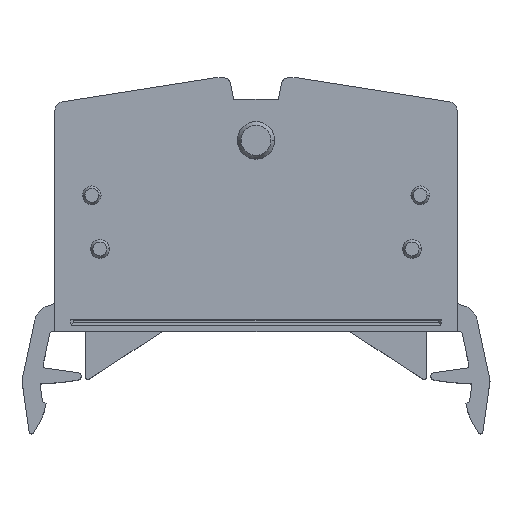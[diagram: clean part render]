
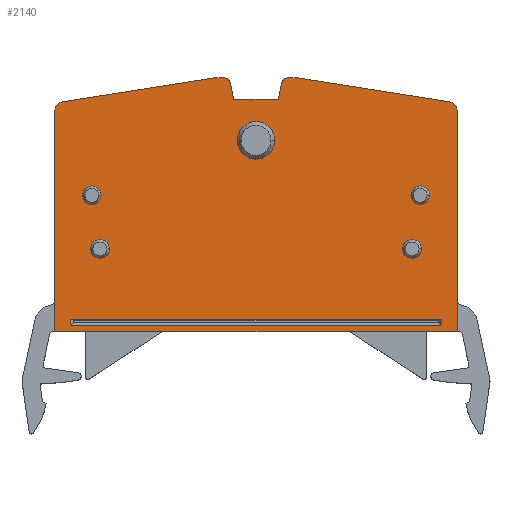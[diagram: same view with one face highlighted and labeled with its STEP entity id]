
A CAD part, top view. The second image highlights one B-rep face of the part: STEP entity #2140.
In plain terms, the highlighted planar face has unit normal (0, 0, 1).
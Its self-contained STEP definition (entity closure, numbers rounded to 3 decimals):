
#57=CARTESIAN_POINT('',(-13.15,10.9,6.));
#58=DIRECTION('',(0.,0.,1.));
#59=DIRECTION('',(1.,0.,0.));
#60=AXIS2_PLACEMENT_3D('',#57,#58,#59);
#62=CARTESIAN_POINT('',(-13.15,10.9,6.));
#63=DIRECTION('',(0.,0.,1.));
#64=DIRECTION('',(-1.,0.,0.));
#65=AXIS2_PLACEMENT_3D('',#62,#63,#64);
#67=CARTESIAN_POINT('',(13.15,10.9,6.));
#68=DIRECTION('',(0.,0.,1.));
#69=DIRECTION('',(1.,0.,0.));
#70=AXIS2_PLACEMENT_3D('',#67,#68,#69);
#72=CARTESIAN_POINT('',(13.15,10.9,6.));
#73=DIRECTION('',(0.,0.,1.));
#74=DIRECTION('',(-1.,0.,0.));
#75=AXIS2_PLACEMENT_3D('',#72,#73,#74);
#77=CARTESIAN_POINT('',(12.5,6.6,6.));
#78=DIRECTION('',(0.,0.,1.));
#79=DIRECTION('',(1.,0.,0.));
#80=AXIS2_PLACEMENT_3D('',#77,#78,#79);
#82=CARTESIAN_POINT('',(12.5,6.6,6.));
#83=DIRECTION('',(0.,0.,1.));
#84=DIRECTION('',(-1.,0.,0.));
#85=AXIS2_PLACEMENT_3D('',#82,#83,#84);
#87=CARTESIAN_POINT('',(-12.5,6.6,6.));
#88=DIRECTION('',(0.,0.,1.));
#89=DIRECTION('',(1.,0.,0.));
#90=AXIS2_PLACEMENT_3D('',#87,#88,#89);
#92=CARTESIAN_POINT('',(-12.5,6.6,6.));
#93=DIRECTION('',(0.,0.,1.));
#94=DIRECTION('',(-1.,0.,0.));
#95=AXIS2_PLACEMENT_3D('',#92,#93,#94);
#97=CARTESIAN_POINT('',(0.,15.3,6.));
#98=DIRECTION('',(0.,0.,1.));
#99=DIRECTION('',(1.,0.,0.));
#100=AXIS2_PLACEMENT_3D('',#97,#98,#99);
#102=CARTESIAN_POINT('',(0.,15.3,6.));
#103=DIRECTION('',(0.,0.,1.));
#104=DIRECTION('',(-1.,0.,0.));
#105=AXIS2_PLACEMENT_3D('',#102,#103,#104);
#107=DIRECTION('',(0.259,0.966,0.));
#108=VECTOR('',#107,0.434);
#109=CARTESIAN_POINT('',(14.779,0.5,6.));
#110=LINE('',#109,#108);
#111=DIRECTION('',(-1.,0.,0.));
#112=VECTOR('',#111,29.782);
#113=CARTESIAN_POINT('',(14.891,0.919,6.));
#114=LINE('',#113,#112);
#115=DIRECTION('',(0.259,-0.966,0.));
#116=VECTOR('',#115,0.434);
#117=CARTESIAN_POINT('',(-14.891,0.919,6.));
#118=LINE('',#117,#116);
#119=DIRECTION('',(1.,0.,0.));
#120=VECTOR('',#119,29.557);
#121=CARTESIAN_POINT('',(-14.779,0.5,6.));
#122=LINE('',#121,#120);
#123=CARTESIAN_POINT('',(-15.4,17.701,6.));
#124=DIRECTION('',(0.,0.,-1.));
#125=DIRECTION('',(-1.,0.,0.));
#126=AXIS2_PLACEMENT_3D('',#123,#124,#125);
#128=DIRECTION('',(0.988,0.155,0.));
#129=VECTOR('',#128,12.283);
#130=CARTESIAN_POINT('',(-15.509,18.393,6.));
#131=LINE('',#130,#129);
#132=CARTESIAN_POINT('',(-2.55,19.8,6.));
#133=DIRECTION('',(0.,0.,-1.));
#134=DIRECTION('',(0.,1.,0.));
#135=AXIS2_PLACEMENT_3D('',#132,#133,#134);
#137=DIRECTION('',(0.215,-0.977,0.));
#138=VECTOR('',#137,1.339);
#139=CARTESIAN_POINT('',(-2.062,19.907,6.));
#140=LINE('',#139,#138);
#141=DIRECTION('',(1.,0.,0.));
#142=VECTOR('',#141,3.548);
#143=CARTESIAN_POINT('',(-1.774,18.6,6.));
#144=LINE('',#143,#142);
#145=DIRECTION('',(0.215,0.977,0.));
#146=VECTOR('',#145,1.339);
#147=CARTESIAN_POINT('',(1.774,18.6,6.));
#148=LINE('',#147,#146);
#149=CARTESIAN_POINT('',(2.55,19.8,6.));
#150=DIRECTION('',(0.,0.,-1.));
#151=DIRECTION('',(-0.977,0.215,0.));
#152=AXIS2_PLACEMENT_3D('',#149,#150,#151);
#154=CARTESIAN_POINT('',(15.4,17.701,6.));
#155=DIRECTION('',(0.,0.,-1.));
#156=DIRECTION('',(0.155,0.988,0.));
#157=AXIS2_PLACEMENT_3D('',#154,#155,#156);
#443=DIRECTION('',(0.,1.,0.));
#444=VECTOR('',#443,17.701);
#445=CARTESIAN_POINT('',(16.1,0.,6.));
#446=LINE('',#445,#444);
#493=DIRECTION('',(1.,0.,0.));
#494=VECTOR('',#493,32.2);
#495=CARTESIAN_POINT('',(-16.1,0.,6.));
#496=LINE('',#495,#494);
#537=DIRECTION('',(0.,-1.,0.));
#538=VECTOR('',#537,17.701);
#539=CARTESIAN_POINT('',(-16.1,17.701,6.));
#540=LINE('',#539,#538);
#1467=DIRECTION('',(-0.988,0.155,0.));
#1468=VECTOR('',#1467,12.283);
#1469=CARTESIAN_POINT('',(15.509,18.393,6.));
#1470=LINE('',#1469,#1468);
#1475=DIRECTION('',(-1.,0.,0.));
#1476=VECTOR('',#1475,0.825);
#1477=CARTESIAN_POINT('',(3.375,20.3,6.));
#1478=LINE('',#1477,#1476);
#1507=DIRECTION('',(-1.,0.,0.));
#1508=VECTOR('',#1507,0.825);
#1509=CARTESIAN_POINT('',(-2.55,20.3,6.));
#1510=LINE('',#1509,#1508);
#1535=CARTESIAN_POINT('',(15.509,18.393,6.));
#1536=CARTESIAN_POINT('',(16.1,17.701,6.));
#1537=VERTEX_POINT('',#1535);
#1538=VERTEX_POINT('',#1536);
#1539=CARTESIAN_POINT('',(-16.1,17.701,6.));
#1540=CARTESIAN_POINT('',(-15.509,18.393,6.));
#1541=VERTEX_POINT('',#1539);
#1542=VERTEX_POINT('',#1540);
#1543=CARTESIAN_POINT('',(-3.375,20.3,6.));
#1544=VERTEX_POINT('',#1543);
#1545=CARTESIAN_POINT('',(-2.55,20.3,6.));
#1546=VERTEX_POINT('',#1545);
#1547=CARTESIAN_POINT('',(-12.452,10.9,6.));
#1548=CARTESIAN_POINT('',(-13.848,10.9,6.));
#1549=VERTEX_POINT('',#1547);
#1550=VERTEX_POINT('',#1548);
#1551=CARTESIAN_POINT('',(13.848,10.9,6.));
#1552=CARTESIAN_POINT('',(12.452,10.9,6.));
#1553=VERTEX_POINT('',#1551);
#1554=VERTEX_POINT('',#1552);
#1555=CARTESIAN_POINT('',(13.25,6.6,6.));
#1556=CARTESIAN_POINT('',(11.75,6.6,6.));
#1557=VERTEX_POINT('',#1555);
#1558=VERTEX_POINT('',#1556);
#1559=CARTESIAN_POINT('',(-11.75,6.6,6.));
#1560=CARTESIAN_POINT('',(-13.25,6.6,6.));
#1561=VERTEX_POINT('',#1559);
#1562=VERTEX_POINT('',#1560);
#1563=CARTESIAN_POINT('',(1.5,15.3,6.));
#1564=CARTESIAN_POINT('',(-1.5,15.3,6.));
#1565=VERTEX_POINT('',#1563);
#1566=VERTEX_POINT('',#1564);
#1567=CARTESIAN_POINT('',(-14.779,0.5,
6.));
#1568=CARTESIAN_POINT('',(14.779,0.5,6.));
#1569=VERTEX_POINT('',#1567);
#1570=VERTEX_POINT('',#1568);
#1795=CARTESIAN_POINT('',(14.891,0.919,6.));
#1796=VERTEX_POINT('',#1795);
#1797=CARTESIAN_POINT('',(-14.891,0.919,6.));
#1799=VERTEX_POINT('',#1797);
#1815=CARTESIAN_POINT('',(-2.062,19.907,6.));
#1816=VERTEX_POINT('',#1815);
#1817=CARTESIAN_POINT('',(-1.774,18.6,6.));
#1818=CARTESIAN_POINT('',(1.774,18.6,6.));
#1819=VERTEX_POINT('',#1817);
#1820=VERTEX_POINT('',#1818);
#1821=CARTESIAN_POINT('',(2.062,19.907,6.));
#1822=CARTESIAN_POINT('',(2.55,20.3,6.));
#1823=VERTEX_POINT('',#1821);
#1824=VERTEX_POINT('',#1822);
#1825=CARTESIAN_POINT('',(3.375,20.3,6.));
#1826=VERTEX_POINT('',#1825);
#1927=CARTESIAN_POINT('',(16.1,0.,6.));
#1928=VERTEX_POINT('',#1927);
#1929=CARTESIAN_POINT('',(-16.1,0.,6.));
#1930=VERTEX_POINT('',#1929);
#2067=CARTESIAN_POINT('',(0.,0.,6.));
#2068=DIRECTION('',(0.,0.,1.));
#2069=DIRECTION('',(1.,0.,0.));
#2070=AXIS2_PLACEMENT_3D('',#2067,#2068,#2069);
#2071=PLANE('',#2070);
#2073=ORIENTED_EDGE('',*,*,#2072,.F.);
#2075=ORIENTED_EDGE('',*,*,#2074,.F.);
#2077=ORIENTED_EDGE('',*,*,#2076,.F.);
#2079=ORIENTED_EDGE('',*,*,#2078,.T.);
#2081=ORIENTED_EDGE('',*,*,#2080,.T.);
#2083=ORIENTED_EDGE('',*,*,#2082,.F.);
#2085=ORIENTED_EDGE('',*,*,#2084,.T.);
#2087=ORIENTED_EDGE('',*,*,#2086,.T.);
#2089=ORIENTED_EDGE('',*,*,#2088,.T.);
#2091=ORIENTED_EDGE('',*,*,#2090,.T.);
#2093=ORIENTED_EDGE('',*,*,#2092,.T.);
#2095=ORIENTED_EDGE('',*,*,#2094,.F.);
#2097=ORIENTED_EDGE('',*,*,#2096,.F.);
#2099=ORIENTED_EDGE('',*,*,#2098,.T.);
#2100=EDGE_LOOP('',(#2073,#2075,#2077,#2079,#2081,#2083,#2085,#2087,#2089,#2091,
#2093,#2095,#2097,#2099));
#2101=FACE_OUTER_BOUND('',#2100,.F.);
#2103=ORIENTED_EDGE('',*,*,#2102,.T.);
#2105=ORIENTED_EDGE('',*,*,#2104,.T.);
#2106=EDGE_LOOP('',(#2103,#2105));
#2107=FACE_BOUND('',#2106,.F.);
#2109=ORIENTED_EDGE('',*,*,#2108,.T.);
#2111=ORIENTED_EDGE('',*,*,#2110,.T.);
#2112=EDGE_LOOP('',(#2109,#2111));
#2113=FACE_BOUND('',#2112,.F.);
#2115=ORIENTED_EDGE('',*,*,#2114,.T.);
#2117=ORIENTED_EDGE('',*,*,#2116,.T.);
#2118=EDGE_LOOP('',(#2115,#2117));
#2119=FACE_BOUND('',#2118,.F.);
#2120=ORIENTED_EDGE('',*,*,#1998,.T.);
#2121=ORIENTED_EDGE('',*,*,#2061,.T.);
#2122=EDGE_LOOP('',(#2120,#2121));
#2123=FACE_BOUND('',#2122,.F.);
#2125=ORIENTED_EDGE('',*,*,#2124,.T.);
#2127=ORIENTED_EDGE('',*,*,#2126,.T.);
#2128=EDGE_LOOP('',(#2125,#2127));
#2129=FACE_BOUND('',#2128,.F.);
#2131=ORIENTED_EDGE('',*,*,#2130,.T.);
#2133=ORIENTED_EDGE('',*,*,#2132,.T.);
#2135=ORIENTED_EDGE('',*,*,#2134,.T.);
#2137=ORIENTED_EDGE('',*,*,#2136,.T.);
#2138=EDGE_LOOP('',(#2131,#2133,#2135,#2137));
#2139=FACE_BOUND('',#2138,.F.);
#61=CIRCLE('',#60,0.698);
#66=CIRCLE('',#65,0.698);
#71=CIRCLE('',#70,0.698);
#76=CIRCLE('',#75,0.698);
#81=CIRCLE('',#80,0.75);
#86=CIRCLE('',#85,0.75);
#91=CIRCLE('',#90,0.75);
#96=CIRCLE('',#95,0.75);
#101=CIRCLE('',#100,1.5);
#106=CIRCLE('',#105,1.5);
#127=CIRCLE('',#126,0.7);
#136=CIRCLE('',#135,0.5);
#153=CIRCLE('',#152,0.5);
#158=CIRCLE('',#157,0.7);
#1998=EDGE_CURVE('',#1561,#1562,#91,.T.);
#2061=EDGE_CURVE('',#1562,#1561,#96,.T.);
#2072=EDGE_CURVE('',#1928,#1538,#446,.T.);
#2074=EDGE_CURVE('',#1930,#1928,#496,.T.);
#2076=EDGE_CURVE('',#1541,#1930,#540,.T.);
#2078=EDGE_CURVE('',#1541,#1542,#127,.T.);
#2080=EDGE_CURVE('',#1542,#1544,#131,.T.);
#2082=EDGE_CURVE('',#1546,#1544,#1510,.T.);
#2084=EDGE_CURVE('',#1546,#1816,#136,.T.);
#2086=EDGE_CURVE('',#1816,#1819,#140,.T.);
#2088=EDGE_CURVE('',#1819,#1820,#144,.T.);
#2090=EDGE_CURVE('',#1820,#1823,#148,.T.);
#2092=EDGE_CURVE('',#1823,#1824,#153,.T.);
#2094=EDGE_CURVE('',#1826,#1824,#1478,.T.);
#2096=EDGE_CURVE('',#1537,#1826,#1470,.T.);
#2098=EDGE_CURVE('',#1537,#1538,#158,.T.);
#2102=EDGE_CURVE('',#1549,#1550,#61,.T.);
#2104=EDGE_CURVE('',#1550,#1549,#66,.T.);
#2108=EDGE_CURVE('',#1553,#1554,#71,.T.);
#2110=EDGE_CURVE('',#1554,#1553,#76,.T.);
#2114=EDGE_CURVE('',#1557,#1558,#81,.T.);
#2116=EDGE_CURVE('',#1558,#1557,#86,.T.);
#2124=EDGE_CURVE('',#1565,#1566,#101,.T.);
#2126=EDGE_CURVE('',#1566,#1565,#106,.T.);
#2130=EDGE_CURVE('',#1570,#1796,#110,.T.);
#2132=EDGE_CURVE('',#1796,#1799,#114,.T.);
#2134=EDGE_CURVE('',#1799,#1569,#118,.T.);
#2136=EDGE_CURVE('',#1569,#1570,#122,.T.);
#2140=ADVANCED_FACE('',(#2101,#2107,#2113,#2119,#2123,#2129,#2139),#2071,.T.);
